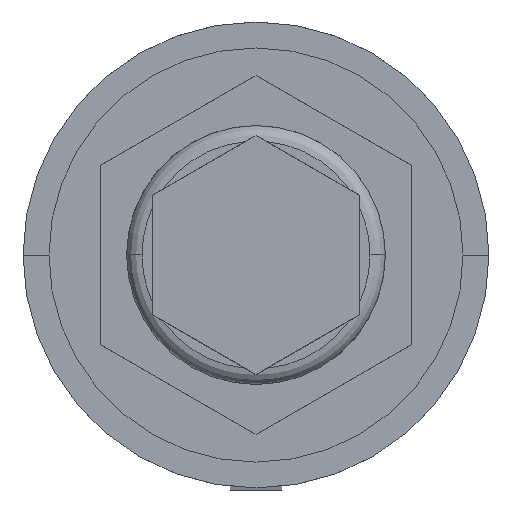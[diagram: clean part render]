
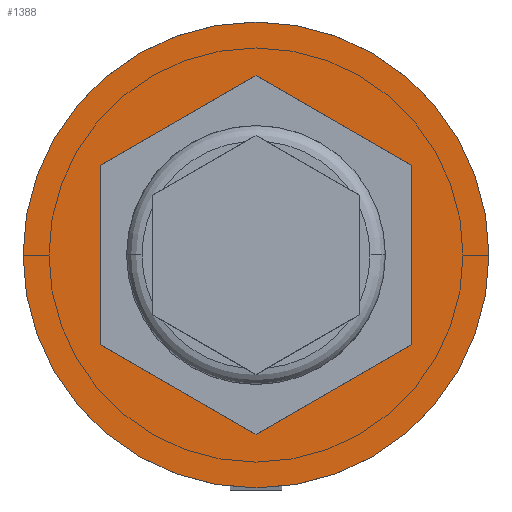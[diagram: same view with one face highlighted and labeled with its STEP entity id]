
A CAD part, top view. The second image highlights one B-rep face of the part: STEP entity #1388.
In plain terms, the highlighted planar face has unit normal (0, 0, 1).
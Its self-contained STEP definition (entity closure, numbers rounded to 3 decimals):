
#66 = DIRECTION ( 'NONE',  ( 0.866, 0.5, 0. ) ) ;
#113 = VECTOR ( 'NONE', #584, 1000. ) ;
#211 = LINE ( 'NONE', #631, #589 ) ;
#240 = LINE ( 'NONE', #1606, #512 ) ;
#263 = LINE ( 'NONE', #1205, #539 ) ;
#331 = EDGE_CURVE ( 'NONE', #1328, #431, #263, .T. ) ;
#355 = FACE_BOUND ( 'NONE', #356, .T. ) ;
#356 = EDGE_LOOP ( 'NONE', ( #2182, #543, #1315, #2037, #1408, #1456 ) ) ;
#386 = CARTESIAN_POINT ( 'NONE',  ( -3., 1.732, 0. ) ) ;
#409 = AXIS2_PLACEMENT_3D ( 'NONE', #1893, #1531, #551 ) ;
#431 = VERTEX_POINT ( 'NONE', #1469 ) ;
#451 = VECTOR ( 'NONE', #766, 1000. ) ;
#477 = EDGE_CURVE ( 'NONE', #2312, #1417, #1271, .T. ) ;
#512 = VECTOR ( 'NONE', #1581, 1000. ) ;
#539 = VECTOR ( 'NONE', #66, 1000. ) ;
#543 = ORIENTED_EDGE ( 'NONE', *, *, #1481, .F. ) ;
#551 = DIRECTION ( 'NONE',  ( 1., 0., 0. ) ) ;
#558 = VERTEX_POINT ( 'NONE', #1560 ) ;
#584 = DIRECTION ( 'NONE',  ( -0.866, -0.5, 0. ) ) ;
#589 = VECTOR ( 'NONE', #1016, 1000. ) ;
#628 = EDGE_CURVE ( 'NONE', #1647, #2465, #1775, .T. ) ;
#631 = CARTESIAN_POINT ( 'NONE',  ( 3., 1.732, 0. ) ) ;
#670 = CIRCLE ( 'NONE', #1413, 4.5 ) ;
#709 = CARTESIAN_POINT ( 'NONE',  ( -3., 1.732, 0. ) ) ;
#718 = CARTESIAN_POINT ( 'NONE',  ( 3., 1.732, 0. ) ) ;
#766 = DIRECTION ( 'NONE',  ( 0., 1., 0. ) ) ;
#872 = CARTESIAN_POINT ( 'NONE',  ( 0., -3.464, 0. ) ) ;
#900 = EDGE_CURVE ( 'NONE', #2465, #1647, #670, .T. ) ;
#928 = VERTEX_POINT ( 'NONE', #718 ) ;
#957 = CARTESIAN_POINT ( 'NONE',  ( -4.5, 0., 0. ) ) ;
#1016 = DIRECTION ( 'NONE',  ( -0.866, 0.5, 0. ) ) ;
#1031 = VECTOR ( 'NONE', #1692, 1000. ) ;
#1039 = CARTESIAN_POINT ( 'NONE',  ( 4.5, 0., 0. ) ) ;
#1066 = ORIENTED_EDGE ( 'NONE', *, *, #628, .T. ) ;
#1130 = FACE_OUTER_BOUND ( 'NONE', #2070, .T. ) ;
#1159 = AXIS2_PLACEMENT_3D ( 'NONE', #1550, #1576, #1382 ) ;
#1168 = EDGE_CURVE ( 'NONE', #928, #558, #211, .T. ) ;
#1170 = CARTESIAN_POINT ( 'NONE',  ( 3., -1.732, 0. ) ) ;
#1205 = CARTESIAN_POINT ( 'NONE',  ( 0., -3.464, 0. ) ) ;
#1271 = LINE ( 'NONE', #709, #1031 ) ;
#1315 = ORIENTED_EDGE ( 'NONE', *, *, #331, .F. ) ;
#1326 = CARTESIAN_POINT ( 'NONE',  ( -3., -1.732, 0. ) ) ;
#1328 = VERTEX_POINT ( 'NONE', #872 ) ;
#1382 = DIRECTION ( 'NONE',  ( 1., 0., 0. ) ) ;
#1388 = ADVANCED_FACE ( 'NONE', ( #355, #1130 ), #2120, .T. ) ;
#1408 = ORIENTED_EDGE ( 'NONE', *, *, #477, .F. ) ;
#1413 = AXIS2_PLACEMENT_3D ( 'NONE', #1872, #1687, #2286 ) ;
#1417 = VERTEX_POINT ( 'NONE', #1326 ) ;
#1427 = ORIENTED_EDGE ( 'NONE', *, *, #900, .T. ) ;
#1456 = ORIENTED_EDGE ( 'NONE', *, *, #2498, .F. ) ;
#1469 = CARTESIAN_POINT ( 'NONE',  ( 3., -1.732, 0. ) ) ;
#1481 = EDGE_CURVE ( 'NONE', #431, #928, #2527, .T. ) ;
#1531 = DIRECTION ( 'NONE',  ( 0., 0., 1. ) ) ;
#1550 = CARTESIAN_POINT ( 'NONE',  ( 0., 0., 0. ) ) ;
#1560 = CARTESIAN_POINT ( 'NONE',  ( 0., 3.464, 0. ) ) ;
#1576 = DIRECTION ( 'NONE',  ( 0., 0., 1. ) ) ;
#1581 = DIRECTION ( 'NONE',  ( 0.866, -0.5, 0. ) ) ;
#1603 = LINE ( 'NONE', #1994, #113 ) ;
#1606 = CARTESIAN_POINT ( 'NONE',  ( -3., -1.732, 0. ) ) ;
#1647 = VERTEX_POINT ( 'NONE', #1039 ) ;
#1687 = DIRECTION ( 'NONE',  ( 0., 0., 1. ) ) ;
#1692 = DIRECTION ( 'NONE',  ( 0., -1., 0. ) ) ;
#1775 = CIRCLE ( 'NONE', #1159, 4.5 ) ;
#1872 = CARTESIAN_POINT ( 'NONE',  ( 0., 0., 0. ) ) ;
#1893 = CARTESIAN_POINT ( 'NONE',  ( 0., 0., 0. ) ) ;
#1978 = EDGE_CURVE ( 'NONE', #1417, #1328, #240, .T. ) ;
#1994 = CARTESIAN_POINT ( 'NONE',  ( 0., 3.464, 0. ) ) ;
#2037 = ORIENTED_EDGE ( 'NONE', *, *, #1978, .F. ) ;
#2070 = EDGE_LOOP ( 'NONE', ( #1066, #1427 ) ) ;
#2120 = PLANE ( 'NONE',  #409 ) ;
#2182 = ORIENTED_EDGE ( 'NONE', *, *, #1168, .F. ) ;
#2286 = DIRECTION ( 'NONE',  ( 1., 0., 0. ) ) ;
#2312 = VERTEX_POINT ( 'NONE', #386 ) ;
#2465 = VERTEX_POINT ( 'NONE', #957 ) ;
#2498 = EDGE_CURVE ( 'NONE', #558, #2312, #1603, .T. ) ;
#2527 = LINE ( 'NONE', #1170, #451 ) ;
